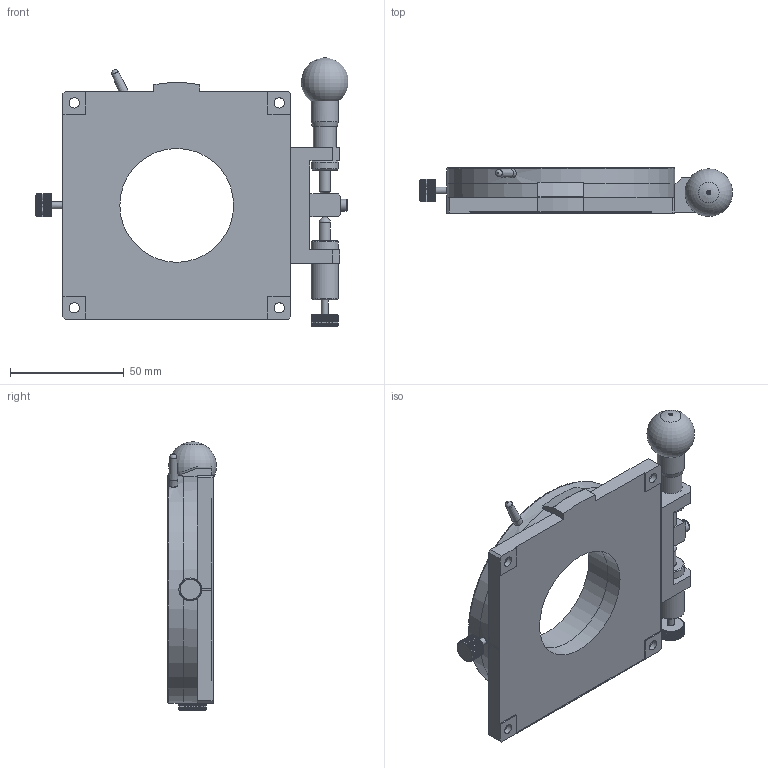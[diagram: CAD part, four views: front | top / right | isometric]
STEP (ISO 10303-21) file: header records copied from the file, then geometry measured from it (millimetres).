
FILE_DESCRIPTION (( 'STEP AP203' ), '1' );
FILE_NAME ('528964.STEP', '2024-11-12T07:15:48', ( 'Windows User' ), ( 'P R C' ), 'SwSTEP 2.0', 'SolidWorks 2020', '' );
FILE_SCHEMA (( 'CONFIG_CONTROL_DESIGN' ));
Length unit declared in the file: millimetre
Products named in the file (1): 528964
Bounding box: 137.4 x 21.47 x 117.74 mm (x, y, z)
Volume: 142105.4 mm3; surface area: 50902.7 mm2
Topology: 3 solids, 3 shells, 2488 faces, 5382 edges, 2915 vertices
Faces by surface type: bspline 1444, cylinder 525, plane 279, cone 237, torus 3
Full cylindrical faces by diameter (mm): 3 x2, 3.242 x8, 4.5 x4, 5 x2, 5.32 x1, 8 x4, 9 x1, 10 x1, 12 x3, 12.034 x1, 50 x2, 96 x2, 100 x2
Entity records: 92625 total; most frequent: CARTESIAN_POINT 55988, ORIENTED_EDGE 10592, EDGE_CURVE 5296, DIRECTION 3955, VERTEX_POINT 2895, EDGE_LOOP 2597, FACE_OUTER_BOUND 2523, ADVANCED_FACE 2488
